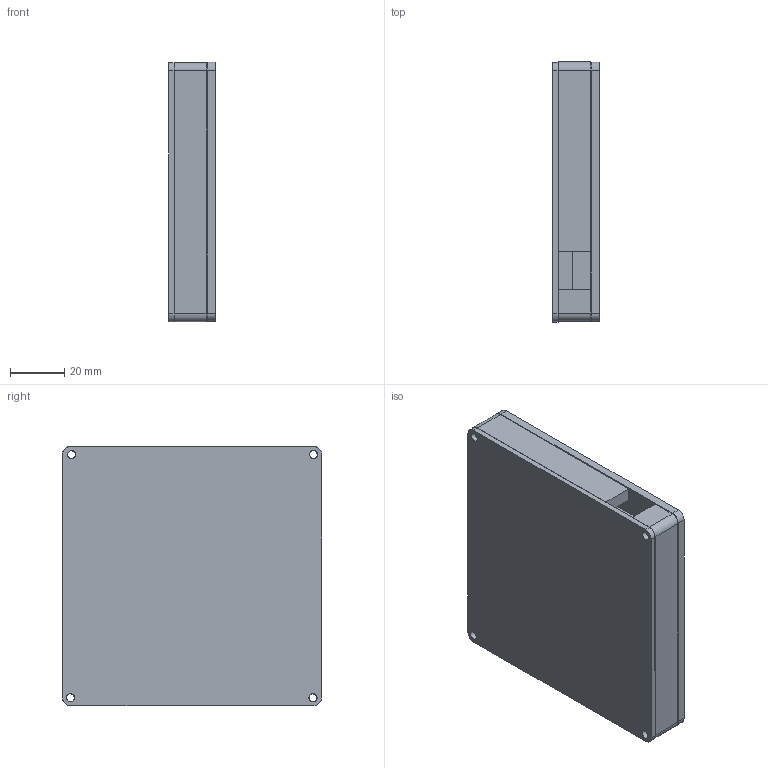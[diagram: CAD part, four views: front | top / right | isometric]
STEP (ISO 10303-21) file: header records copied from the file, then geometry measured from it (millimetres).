
FILE_DESCRIPTION(/* description */ ('STEP AP242','CAx-IF Rec.Pracs.---Representation and Presentation of Product Manufacturing Information (PMI)---4.0---2014-10-13','CAx-IF Rec.Pracs.---3D Tessellated Geometry---0.4---2014-09-14','2;1'),/* implementation_level */ '2;1');
FILE_NAME(/* name */ 'Assembly 1',/* time_stamp */ '2025-07-31T20:38:27Z',/* author */ (''),/* organization */ (''),/* preprocessor_version */ 'ST-DEVELOPER v20',/* originating_system */ 'ONSHAPE BY PTC INC, 1.201',/* authorisation */ ' ');
FILE_SCHEMA (('AP242_MANAGED_MODEL_BASED_3D_ENGINEERING_MIM_LF { 1 0 10303 442 1 1 4 }'));
Length unit declared in the file: metre
Products named in the file (5): Assembly 1; MiddlePlate; BasePlate; TopPlate; Part 94
Assembly tree (4 placements, depth 2):
  Assembly 1
    MiddlePlate
    BasePlate
    TopPlate
    Part 94
Bounding box: 17.26 x 95.88 x 95.87 mm (x, y, z)
Volume: 57145.9 mm3; surface area: 61968 mm2
Topology: 3 solids, 4 shells, 103 faces, 288 edges, 192 vertices
Faces by surface type: plane 78, cylinder 24, other 1
Full cylindrical faces by diameter (mm): 3.028 x12
Entity records: 3447 total; most frequent: CARTESIAN_POINT 575, ORIENTED_EDGE 552, DIRECTION 538, EDGE_CURVE 276, LINE 228, VECTOR 228, VERTEX_POINT 192, EDGE_LOOP 164
